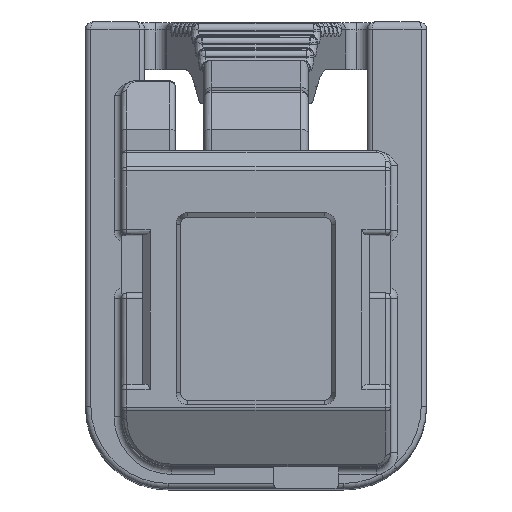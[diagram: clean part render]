
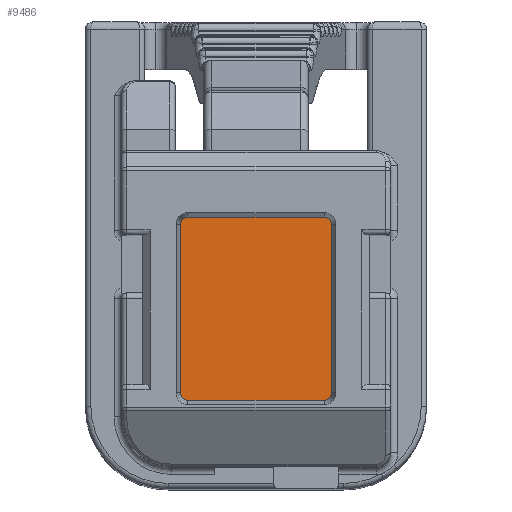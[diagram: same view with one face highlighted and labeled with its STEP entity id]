
A CAD part, top view. The second image highlights one B-rep face of the part: STEP entity #9486.
In plain terms, the highlighted planar face has unit normal (0, 0, 1).
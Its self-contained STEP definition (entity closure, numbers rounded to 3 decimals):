
#509 = CARTESIAN_POINT ( 'NONE',  ( 2.1, 2.35, 0.5 ) ) ;
#805 = DIRECTION ( 'NONE',  ( 1., 0., 0. ) ) ;
#1148 = DIRECTION ( 'NONE',  ( 1., 0., 0. ) ) ;
#1387 = DIRECTION ( 'NONE',  ( -1., 0., 0. ) ) ;
#1843 = CARTESIAN_POINT ( 'NONE',  ( 1.9, 2.55, 0.5 ) ) ;
#1872 = CARTESIAN_POINT ( 'NONE',  ( -1.9, -2.35, 0.5 ) ) ;
#1881 = AXIS2_PLACEMENT_3D ( 'NONE', #9802, #11661, #805 ) ;
#2379 = FACE_OUTER_BOUND ( 'NONE', #3523, .T. ) ;
#2446 = LINE ( 'NONE', #5507, #6313 ) ;
#2506 = CARTESIAN_POINT ( 'NONE',  ( -1.9, 2.55, 0.5 ) ) ;
#2616 = EDGE_CURVE ( 'NONE', #5242, #8781, #2446, .T. ) ;
#2623 = ORIENTED_EDGE ( 'NONE', *, *, #11608, .F. ) ;
#2796 = VERTEX_POINT ( 'NONE', #6020 ) ;
#2863 = DIRECTION ( 'NONE',  ( 0., 0., -1. ) ) ;
#3121 = CARTESIAN_POINT ( 'NONE',  ( 1.9, 2.35, 0.5 ) ) ;
#3186 = DIRECTION ( 'NONE',  ( 0., 0., -1. ) ) ;
#3469 = VERTEX_POINT ( 'NONE', #7331 ) ;
#3523 = EDGE_LOOP ( 'NONE', ( #5060, #12813, #2623, #10475, #11559, #11983, #7242, #8487 ) ) ;
#3568 = EDGE_CURVE ( 'NONE', #9516, #6347, #5511, .T. ) ;
#3715 = CARTESIAN_POINT ( 'NONE',  ( 1.9, -2.55, 0.5 ) ) ;
#3745 = AXIS2_PLACEMENT_3D ( 'NONE', #3121, #3186, #1148 ) ;
#4411 = EDGE_CURVE ( 'NONE', #8781, #3469, #9349, .T. ) ;
#4417 = VECTOR ( 'NONE', #4463, 1000. ) ;
#4463 = DIRECTION ( 'NONE',  ( 1., 0., 0. ) ) ;
#5060 = ORIENTED_EDGE ( 'NONE', *, *, #3568, .F. ) ;
#5242 = VERTEX_POINT ( 'NONE', #3715 ) ;
#5270 = DIRECTION ( 'NONE',  ( 0., 1., 0. ) ) ;
#5402 = CARTESIAN_POINT ( 'NONE',  ( -2.1, 2.35, 0.5 ) ) ;
#5417 = CIRCLE ( 'NONE', #1881, 0.2 ) ;
#5507 = CARTESIAN_POINT ( 'NONE',  ( -1.9, -2.55, 0.5 ) ) ;
#5511 = LINE ( 'NONE', #9355, #4417 ) ;
#5580 = EDGE_CURVE ( 'NONE', #2796, #11773, #6444, .T. ) ;
#5972 = DIRECTION ( 'NONE',  ( 0., 0., -1. ) ) ;
#5983 = EDGE_CURVE ( 'NONE', #8005, #9516, #5417, .T. ) ;
#6020 = CARTESIAN_POINT ( 'NONE',  ( 2.1, 2.35, 0.5 ) ) ;
#6313 = VECTOR ( 'NONE', #9351, 1000. ) ;
#6347 = VERTEX_POINT ( 'NONE', #1843 ) ;
#6349 = CARTESIAN_POINT ( 'NONE',  ( -2.3, 3.05, 0.5 ) ) ;
#6410 = DIRECTION ( 'NONE',  ( 0., 0., -1. ) ) ;
#6444 = LINE ( 'NONE', #509, #7855 ) ;
#6644 = EDGE_CURVE ( 'NONE', #6347, #2796, #6658, .T. ) ;
#6658 = CIRCLE ( 'NONE', #3745, 0.2 ) ;
#6723 = CIRCLE ( 'NONE', #11077, 0.2 ) ;
#7242 = ORIENTED_EDGE ( 'NONE', *, *, #5580, .F. ) ;
#7331 = CARTESIAN_POINT ( 'NONE',  ( -2.1, -2.35, 0.5 ) ) ;
#7403 = CARTESIAN_POINT ( 'NONE',  ( -2.1, 2.35, 0.5 ) ) ;
#7855 = VECTOR ( 'NONE', #12398, 1000. ) ;
#8005 = VERTEX_POINT ( 'NONE', #5402 ) ;
#8487 = ORIENTED_EDGE ( 'NONE', *, *, #6644, .F. ) ;
#8514 = AXIS2_PLACEMENT_3D ( 'NONE', #1872, #5972, #10012 ) ;
#8781 = VERTEX_POINT ( 'NONE', #11063 ) ;
#9349 = CIRCLE ( 'NONE', #8514, 0.2 ) ;
#9351 = DIRECTION ( 'NONE',  ( -1., 0., 0. ) ) ;
#9355 = CARTESIAN_POINT ( 'NONE',  ( -1.9, 2.55, 0.5 ) ) ;
#9486 = ADVANCED_FACE ( 'NONE', ( #2379 ), #9596, .F. ) ;
#9516 = VERTEX_POINT ( 'NONE', #2506 ) ;
#9596 = PLANE ( 'NONE',  #10632 ) ;
#9802 = CARTESIAN_POINT ( 'NONE',  ( -1.9, 2.35, 0.5 ) ) ;
#9834 = DIRECTION ( 'NONE',  ( 1., 0., 0. ) ) ;
#9916 = EDGE_CURVE ( 'NONE', #11773, #5242, #6723, .T. ) ;
#10012 = DIRECTION ( 'NONE',  ( 1., 0., 0. ) ) ;
#10475 = ORIENTED_EDGE ( 'NONE', *, *, #4411, .F. ) ;
#10632 = AXIS2_PLACEMENT_3D ( 'NONE', #6349, #6410, #1387 ) ;
#11063 = CARTESIAN_POINT ( 'NONE',  ( -1.9, -2.55, 0.5 ) ) ;
#11077 = AXIS2_PLACEMENT_3D ( 'NONE', #12610, #2863, #9834 ) ;
#11192 = VECTOR ( 'NONE', #5270, 1000. ) ;
#11559 = ORIENTED_EDGE ( 'NONE', *, *, #2616, .F. ) ;
#11608 = EDGE_CURVE ( 'NONE', #3469, #8005, #12204, .T. ) ;
#11661 = DIRECTION ( 'NONE',  ( 0., 0., -1. ) ) ;
#11773 = VERTEX_POINT ( 'NONE', #12588 ) ;
#11983 = ORIENTED_EDGE ( 'NONE', *, *, #9916, .F. ) ;
#12204 = LINE ( 'NONE', #7403, #11192 ) ;
#12398 = DIRECTION ( 'NONE',  ( 0., -1., 0. ) ) ;
#12588 = CARTESIAN_POINT ( 'NONE',  ( 2.1, -2.35, 0.5 ) ) ;
#12610 = CARTESIAN_POINT ( 'NONE',  ( 1.9, -2.35, 0.5 ) ) ;
#12813 = ORIENTED_EDGE ( 'NONE', *, *, #5983, .F. ) ;
